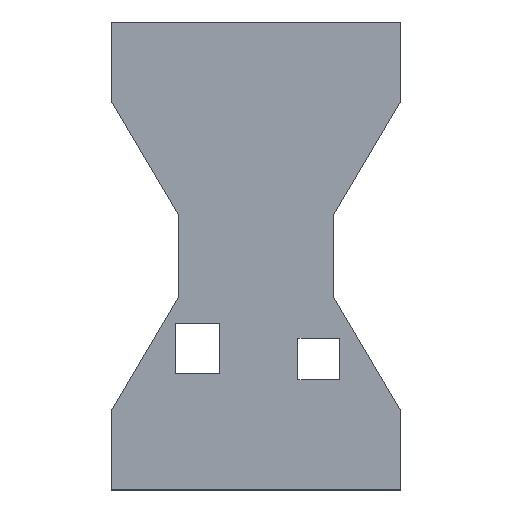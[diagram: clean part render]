
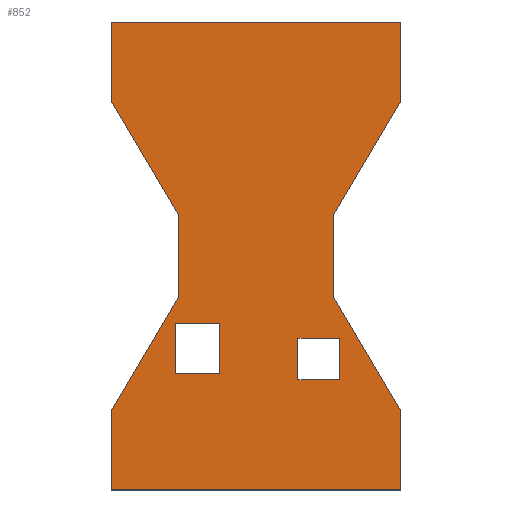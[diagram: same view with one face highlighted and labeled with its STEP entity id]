
A CAD part, top view. The second image highlights one B-rep face of the part: STEP entity #852.
In plain terms, the highlighted planar face has unit normal (0, 0, 1).
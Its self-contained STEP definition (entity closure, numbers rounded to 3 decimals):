
#16=FACE_BOUND('',#81,.T.);
#17=FACE_BOUND('',#82,.T.);
#36=FACE_OUTER_BOUND('',#80,.T.);
#80=EDGE_LOOP('',(#660,#661,#662,#663,#664,#665,#666,#667,#668,#669,#670,
#671));
#81=EDGE_LOOP('',(#672,#673,#674,#675));
#82=EDGE_LOOP('',(#676,#677,#678,#679));
#152=LINE('',#1237,#273);
#157=LINE('',#1247,#278);
#161=LINE('',#1255,#282);
#164=LINE('',#1260,#285);
#167=LINE('',#1267,#288);
#171=LINE('',#1275,#292);
#174=LINE('',#1281,#295);
#177=LINE('',#1286,#298);
#192=LINE('',#1317,#313);
#193=LINE('',#1319,#314);
#194=LINE('',#1321,#315);
#195=LINE('',#1323,#316);
#196=LINE('',#1325,#317);
#197=LINE('',#1327,#318);
#198=LINE('',#1329,#319);
#199=LINE('',#1331,#320);
#200=LINE('',#1333,#321);
#201=LINE('',#1335,#322);
#202=LINE('',#1337,#323);
#203=LINE('',#1338,#324);
#273=VECTOR('',#999,10.);
#278=VECTOR('',#1006,10.);
#282=VECTOR('',#1012,10.);
#285=VECTOR('',#1017,10.);
#288=VECTOR('',#1024,10.);
#292=VECTOR('',#1030,10.);
#295=VECTOR('',#1035,10.);
#298=VECTOR('',#1040,10.);
#313=VECTOR('',#1059,10.);
#314=VECTOR('',#1060,10.);
#315=VECTOR('',#1061,10.);
#316=VECTOR('',#1062,10.);
#317=VECTOR('',#1063,10.);
#318=VECTOR('',#1064,10.);
#319=VECTOR('',#1065,10.);
#320=VECTOR('',#1066,10.);
#321=VECTOR('',#1067,10.);
#322=VECTOR('',#1068,10.);
#323=VECTOR('',#1069,10.);
#324=VECTOR('',#1070,10.);
#386=VERTEX_POINT('',#1235);
#387=VERTEX_POINT('',#1236);
#391=VERTEX_POINT('',#1246);
#394=VERTEX_POINT('',#1254);
#396=VERTEX_POINT('',#1265);
#397=VERTEX_POINT('',#1266);
#400=VERTEX_POINT('',#1274);
#402=VERTEX_POINT('',#1280);
#416=VERTEX_POINT('',#1315);
#417=VERTEX_POINT('',#1316);
#418=VERTEX_POINT('',#1318);
#419=VERTEX_POINT('',#1320);
#420=VERTEX_POINT('',#1322);
#421=VERTEX_POINT('',#1324);
#422=VERTEX_POINT('',#1326);
#423=VERTEX_POINT('',#1328);
#424=VERTEX_POINT('',#1330);
#425=VERTEX_POINT('',#1332);
#426=VERTEX_POINT('',#1334);
#427=VERTEX_POINT('',#1336);
#473=EDGE_CURVE('',#386,#387,#152,.T.);
#478=EDGE_CURVE('',#387,#391,#157,.T.);
#482=EDGE_CURVE('',#391,#394,#161,.T.);
#485=EDGE_CURVE('',#394,#386,#164,.T.);
#488=EDGE_CURVE('',#396,#397,#167,.T.);
#492=EDGE_CURVE('',#397,#400,#171,.T.);
#495=EDGE_CURVE('',#400,#402,#174,.T.);
#498=EDGE_CURVE('',#402,#396,#177,.T.);
#513=EDGE_CURVE('',#416,#417,#192,.T.);
#514=EDGE_CURVE('',#417,#418,#193,.T.);
#515=EDGE_CURVE('',#418,#419,#194,.T.);
#516=EDGE_CURVE('',#419,#420,#195,.T.);
#517=EDGE_CURVE('',#420,#421,#196,.T.);
#518=EDGE_CURVE('',#421,#422,#197,.T.);
#519=EDGE_CURVE('',#422,#423,#198,.T.);
#520=EDGE_CURVE('',#423,#424,#199,.T.);
#521=EDGE_CURVE('',#424,#425,#200,.T.);
#522=EDGE_CURVE('',#425,#426,#201,.T.);
#523=EDGE_CURVE('',#426,#427,#202,.T.);
#524=EDGE_CURVE('',#427,#416,#203,.T.);
#660=ORIENTED_EDGE('',*,*,#513,.T.);
#661=ORIENTED_EDGE('',*,*,#514,.T.);
#662=ORIENTED_EDGE('',*,*,#515,.T.);
#663=ORIENTED_EDGE('',*,*,#516,.T.);
#664=ORIENTED_EDGE('',*,*,#517,.T.);
#665=ORIENTED_EDGE('',*,*,#518,.T.);
#666=ORIENTED_EDGE('',*,*,#519,.T.);
#667=ORIENTED_EDGE('',*,*,#520,.T.);
#668=ORIENTED_EDGE('',*,*,#521,.T.);
#669=ORIENTED_EDGE('',*,*,#522,.T.);
#670=ORIENTED_EDGE('',*,*,#523,.T.);
#671=ORIENTED_EDGE('',*,*,#524,.T.);
#672=ORIENTED_EDGE('',*,*,#482,.T.);
#673=ORIENTED_EDGE('',*,*,#485,.T.);
#674=ORIENTED_EDGE('',*,*,#473,.T.);
#675=ORIENTED_EDGE('',*,*,#478,.T.);
#676=ORIENTED_EDGE('',*,*,#495,.T.);
#677=ORIENTED_EDGE('',*,*,#498,.T.);
#678=ORIENTED_EDGE('',*,*,#488,.T.);
#679=ORIENTED_EDGE('',*,*,#492,.T.);
#809=PLANE('',#909);
#852=ADVANCED_FACE('',(#36,#16,#17),#809,.T.);
#909=AXIS2_PLACEMENT_3D('',#1314,#1057,#1058);
#999=DIRECTION('',(0.,1.,0.));
#1006=DIRECTION('',(1.,0.,0.));
#1012=DIRECTION('',(0.,-1.,0.));
#1017=DIRECTION('',(-1.,0.,0.));
#1024=DIRECTION('',(0.,1.,0.));
#1030=DIRECTION('',(1.,0.,0.));
#1035=DIRECTION('',(0.,-1.,0.));
#1040=DIRECTION('',(-1.,0.,0.));
#1057=DIRECTION('center_axis',(0.,0.,1.));
#1058=DIRECTION('ref_axis',(1.,0.,0.));
#1059=DIRECTION('',(0.,1.,0.));
#1060=DIRECTION('',(-1.,0.,0.));
#1061=DIRECTION('',(0.,-1.,0.));
#1062=DIRECTION('',(0.509,-0.86,0.));
#1063=DIRECTION('',(0.,-1.,0.));
#1064=DIRECTION('',(-0.509,-0.86,0.));
#1065=DIRECTION('',(0.,-1.,0.));
#1066=DIRECTION('',(1.,0.,0.));
#1067=DIRECTION('',(0.,1.,0.));
#1068=DIRECTION('',(-0.509,0.86,0.));
#1069=DIRECTION('',(0.,1.,0.));
#1070=DIRECTION('',(0.509,0.86,0.));
#1235=CARTESIAN_POINT('',(8.95,17.7,18.5));
#1236=CARTESIAN_POINT('',(8.95,26.2,18.5));
#1237=CARTESIAN_POINT('',(8.95,31.85,18.5));
#1246=CARTESIAN_POINT('',(16.45,26.2,18.5));
#1247=CARTESIAN_POINT('',(19.475,26.2,18.5));
#1254=CARTESIAN_POINT('',(16.45,17.7,18.5));
#1255=CARTESIAN_POINT('',(16.45,27.6,18.5));
#1260=CARTESIAN_POINT('',(15.725,17.7,18.5));
#1265=CARTESIAN_POINT('',(29.55,16.7,18.5));
#1266=CARTESIAN_POINT('',(29.55,23.7,18.5));
#1267=CARTESIAN_POINT('',(29.55,30.6,18.5));
#1274=CARTESIAN_POINT('',(36.55,23.7,18.5));
#1275=CARTESIAN_POINT('',(29.525,23.7,18.5));
#1280=CARTESIAN_POINT('',(36.55,16.7,18.5));
#1281=CARTESIAN_POINT('',(36.55,27.1,18.5));
#1286=CARTESIAN_POINT('',(26.025,16.7,18.5));
#1314=CARTESIAN_POINT('Origin',(22.5,37.5,18.5));
#1315=CARTESIAN_POINT('',(46.8,63.507,18.5));
#1316=CARTESIAN_POINT('',(46.8,76.8,18.5));
#1317=CARTESIAN_POINT('',(46.8,63.507,18.5));
#1318=CARTESIAN_POINT('',(-1.8,76.8,18.5));
#1319=CARTESIAN_POINT('',(46.8,76.8,18.5));
#1320=CARTESIAN_POINT('',(-1.8,63.507,18.5));
#1321=CARTESIAN_POINT('',(-1.8,76.8,18.5));
#1322=CARTESIAN_POINT('',(9.45,44.507,18.5));
#1323=CARTESIAN_POINT('',(-1.8,63.507,18.5));
#1324=CARTESIAN_POINT('',(9.45,30.493,18.5));
#1325=CARTESIAN_POINT('',(9.45,44.507,18.5));
#1326=CARTESIAN_POINT('',(-1.8,11.493,18.5));
#1327=CARTESIAN_POINT('',(9.45,30.493,18.5));
#1328=CARTESIAN_POINT('',(-1.8,-1.8,18.5));
#1329=CARTESIAN_POINT('',(-1.8,11.493,18.5));
#1330=CARTESIAN_POINT('',(46.8,-1.8,18.5));
#1331=CARTESIAN_POINT('',(-1.8,-1.8,18.5));
#1332=CARTESIAN_POINT('',(46.8,11.493,18.5));
#1333=CARTESIAN_POINT('',(46.8,-1.8,18.5));
#1334=CARTESIAN_POINT('',(35.55,30.493,18.5));
#1335=CARTESIAN_POINT('',(46.8,11.493,18.5));
#1336=CARTESIAN_POINT('',(35.55,44.507,18.5));
#1337=CARTESIAN_POINT('',(35.55,30.493,18.5));
#1338=CARTESIAN_POINT('',(35.55,44.507,18.5));
